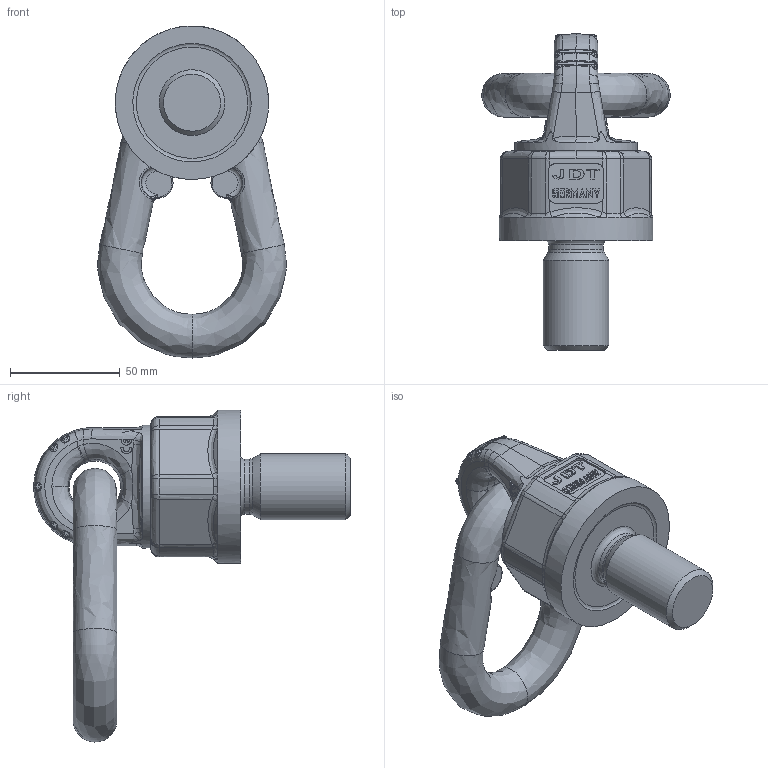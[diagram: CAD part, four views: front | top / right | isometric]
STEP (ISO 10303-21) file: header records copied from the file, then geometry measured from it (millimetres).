
FILE_DESCRIPTION((''),'2;1');
FILE_NAME('TP6_7_M30x50_waagerecht.stp','2012-07-13T13:41:03',('User'),('SDRC'),'I-DEAS Master Series 9','UNIX','Yes');
FILE_SCHEMA(('AUTOMOTIVE_DESIGN { 1 0 10303 214 1 1 1 1 }'));
Length unit declared in the file: millimetre
Products named in the file (1): TP6_7_M30x50_waagerecht
Bounding box: 85.97 x 144.48 x 151.49 mm (x, y, z)
Volume: 316010 mm3; surface area: 45094.1 mm2
Topology: 1 solids, 1 shells, 696 faces, 1748 edges, 1044 vertices
Faces by surface type: bspline 696
Entity records: 27942 total; most frequent: CARTESIAN_POINT 17036, ORIENTED_EDGE 3432, EDGE_CURVE 1716, VERTEX_POINT 1044, OVER_RIDING_STYLED_ITEM 1018, QUASI_UNIFORM_CURVE 767, EDGE_LOOP 724, FACE_OUTER_BOUND 696
